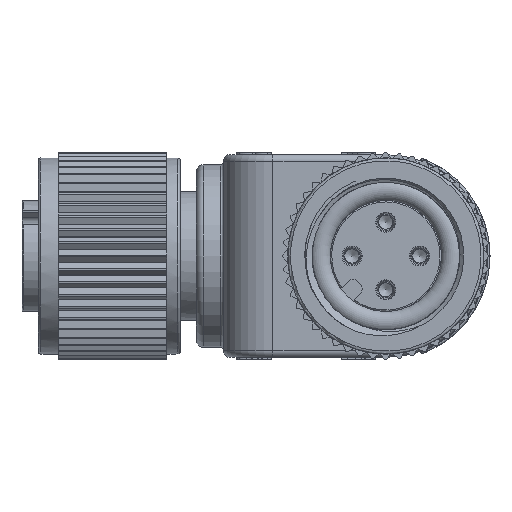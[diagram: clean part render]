
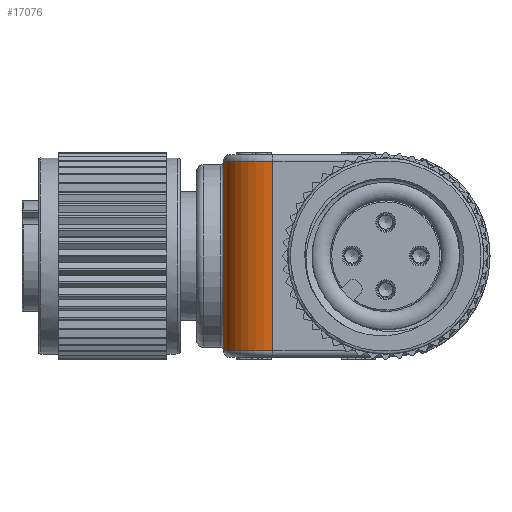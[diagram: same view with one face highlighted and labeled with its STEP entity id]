
A CAD part, front view. The second image highlights one B-rep face of the part: STEP entity #17076.
In plain terms, the highlighted cylindrical face has radius 3.65 mm (diameter 7.3 mm), a partial arc.
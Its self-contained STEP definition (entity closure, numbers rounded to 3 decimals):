
#6748=FACE_OUTER_BOUND('',#19711,.T.);
#10849=LINE('',#52953,#14174);
#10866=LINE('',#53412,#14191);
#14174=VECTOR('',#43273,1.);
#14191=VECTOR('',#43330,1.);
#17076=ADVANCED_FACE('',(#6748),#18930,.T.);
#18930=CYLINDRICAL_SURFACE('',#40123,3.65);
#19711=EDGE_LOOP('',(#22468,#22469,#22470,#22471));
#22468=ORIENTED_EDGE('',*,*,#34981,.F.);
#22469=ORIENTED_EDGE('',*,*,#35058,.T.);
#22470=ORIENTED_EDGE('',*,*,#35038,.F.);
#22471=ORIENTED_EDGE('',*,*,#35059,.T.);
#31845=VERTEX_POINT('',#52952);
#31846=VERTEX_POINT('',#52954);
#31900=VERTEX_POINT('',#53413);
#31901=VERTEX_POINT('',#53414);
#34981=EDGE_CURVE('',#31845,#31846,#10849,.T.);
#35038=EDGE_CURVE('',#31900,#31901,#10866,.T.);
#35058=EDGE_CURVE('',#31845,#31901,#39152,.T.);
#35059=EDGE_CURVE('',#31900,#31846,#39153,.T.);
#39152=CIRCLE('',#40121,3.65);
#39153=CIRCLE('',#40122,3.65);
#40121=AXIS2_PLACEMENT_3D('',#53461,#43389,#43390);
#40122=AXIS2_PLACEMENT_3D('',#53462,#43391,#43392);
#40123=AXIS2_PLACEMENT_3D('',#53463,#43393,#43394);
#43273=DIRECTION('',(0.,0.,1.));
#43330=DIRECTION('',(0.,0.,-1.));
#43389=DIRECTION('',(0.,0.,1.));
#43390=DIRECTION('',(1.,0.,0.));
#43391=DIRECTION('',(0.,0.,-1.));
#43392=DIRECTION('',(-1.,0.,0.));
#43393=DIRECTION('',(0.,0.,1.));
#43394=DIRECTION('',(1.,0.,0.));
#52952=CARTESIAN_POINT('',(-12.,-11.35,-7.));
#52953=CARTESIAN_POINT('',(-12.,-11.35,-20.));
#52954=CARTESIAN_POINT('',(-12.,-11.35,7.));
#53412=CARTESIAN_POINT('',(-8.35,-15.,-20.));
#53413=CARTESIAN_POINT('',(-8.35,-15.,7.));
#53414=CARTESIAN_POINT('',(-8.35,-15.,-7.));
#53461=CARTESIAN_POINT('',(-8.35,-11.35,-7.));
#53462=CARTESIAN_POINT('',(-8.35,-11.35,7.));
#53463=CARTESIAN_POINT('',(-8.35,-11.35,-20.));
